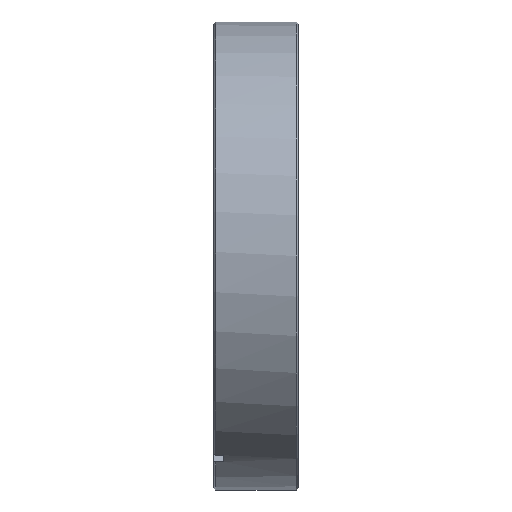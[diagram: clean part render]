
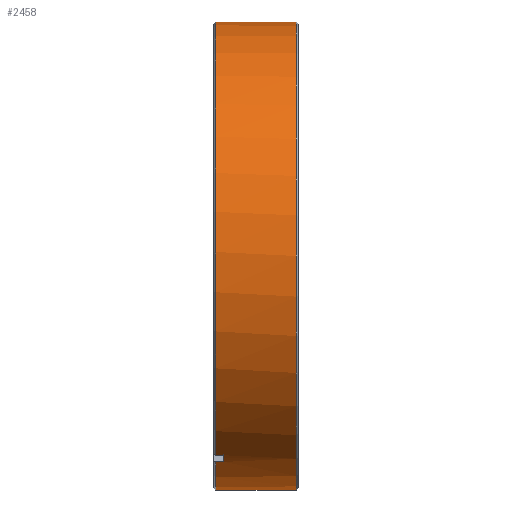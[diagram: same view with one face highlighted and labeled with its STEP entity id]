
A CAD part, left-side view. The second image highlights one B-rep face of the part: STEP entity #2458.
In plain terms, the highlighted cylindrical face has radius 35 mm (diameter 70 mm), a partial arc.
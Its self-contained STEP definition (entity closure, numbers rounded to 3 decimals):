
#14 = AXIS2_PLACEMENT_3D ( 'NONE', #2062, #2847, #1359 ) ;
#41 = CIRCLE ( 'NONE', #238, 35. ) ;
#73 = DIRECTION ( 'NONE',  ( 0., -1., 0. ) ) ;
#83 = AXIS2_PLACEMENT_3D ( 'NONE', #1086, #2623, #1329 ) ;
#123 = VERTEX_POINT ( 'NONE', #2236 ) ;
#166 = LINE ( 'NONE', #2474, #1318 ) ;
#207 = LINE ( 'NONE', #2426, #744 ) ;
#209 = CARTESIAN_POINT ( 'NONE',  ( 0., 12.4, 35. ) ) ;
#238 = AXIS2_PLACEMENT_3D ( 'NONE', #2376, #1478, #2384 ) ;
#259 = ORIENTED_EDGE ( 'NONE', *, *, #2296, .T. ) ;
#372 = VERTEX_POINT ( 'NONE', #1950 ) ;
#604 = DIRECTION ( 'NONE',  ( 0., 1., 0. ) ) ;
#744 = VECTOR ( 'NONE', #2453, 1000. ) ;
#770 = AXIS2_PLACEMENT_3D ( 'NONE', #2098, #2219, #1739 ) ;
#818 = DIRECTION ( 'NONE',  ( 0., 1., 0. ) ) ;
#833 = AXIS2_PLACEMENT_3D ( 'NONE', #1986, #818, #2457 ) ;
#862 = ORIENTED_EDGE ( 'NONE', *, *, #1401, .F. ) ;
#880 = LINE ( 'NONE', #1106, #2580 ) ;
#929 = CARTESIAN_POINT ( 'NONE',  ( -18.359, 12.4, -29.799 ) ) ;
#995 = CIRCLE ( 'NONE', #770, 35. ) ;
#1086 = CARTESIAN_POINT ( 'NONE',  ( 0., 12.4, 0. ) ) ;
#1091 = LINE ( 'NONE', #2352, #1171 ) ;
#1106 = CARTESIAN_POINT ( 'NONE',  ( -18.359, 31.392, -29.799 ) ) ;
#1117 = DIRECTION ( 'NONE',  ( 0., 1., 0. ) ) ;
#1171 = VECTOR ( 'NONE', #73, 1000. ) ;
#1315 = ORIENTED_EDGE ( 'NONE', *, *, #1999, .T. ) ;
#1318 = VECTOR ( 'NONE', #1117, 1000. ) ;
#1325 = EDGE_CURVE ( 'NONE', #1743, #2818, #2143, .T. ) ;
#1329 = DIRECTION ( 'NONE',  ( 0., 0., 1. ) ) ;
#1359 = DIRECTION ( 'NONE',  ( 0., 0., 1. ) ) ;
#1385 = CARTESIAN_POINT ( 'NONE',  ( 0., 0.3, -35. ) ) ;
#1401 = EDGE_CURVE ( 'NONE', #372, #1900, #995, .T. ) ;
#1413 = ORIENTED_EDGE ( 'NONE', *, *, #1325, .T. ) ;
#1478 = DIRECTION ( 'NONE',  ( 0., -1., 0. ) ) ;
#1513 = EDGE_CURVE ( 'NONE', #2818, #1711, #207, .T. ) ;
#1586 = EDGE_CURVE ( 'NONE', #1743, #123, #166, .T. ) ;
#1630 = ORIENTED_EDGE ( 'NONE', *, *, #1854, .F. ) ;
#1692 = CYLINDRICAL_SURFACE ( 'NONE', #14, 35. ) ;
#1711 = VERTEX_POINT ( 'NONE', #209 ) ;
#1739 = DIRECTION ( 'NONE',  ( 0., 0., -1. ) ) ;
#1743 = VERTEX_POINT ( 'NONE', #1385 ) ;
#1763 = FACE_OUTER_BOUND ( 'NONE', #2317, .T. ) ;
#1791 = EDGE_CURVE ( 'NONE', #1979, #372, #1091, .T. ) ;
#1854 = EDGE_CURVE ( 'NONE', #1900, #2665, #880, .T. ) ;
#1860 = CARTESIAN_POINT ( 'NONE',  ( -16.627, 12.4, -30.799 ) ) ;
#1900 = VERTEX_POINT ( 'NONE', #2541 ) ;
#1950 = CARTESIAN_POINT ( 'NONE',  ( -16.627, 11.2, -30.799 ) ) ;
#1979 = VERTEX_POINT ( 'NONE', #1860 ) ;
#1986 = CARTESIAN_POINT ( 'NONE',  ( 0., 0.3, 0. ) ) ;
#1999 = EDGE_CURVE ( 'NONE', #1979, #123, #41, .T. ) ;
#2062 = CARTESIAN_POINT ( 'NONE',  ( 0., 31.392, 0. ) ) ;
#2098 = CARTESIAN_POINT ( 'NONE',  ( 0., 11.2, 0. ) ) ;
#2143 = CIRCLE ( 'NONE', #833, 35. ) ;
#2145 = ORIENTED_EDGE ( 'NONE', *, *, #1513, .T. ) ;
#2219 = DIRECTION ( 'NONE',  ( 0., 1., 0. ) ) ;
#2236 = CARTESIAN_POINT ( 'NONE',  ( 0., 12.4, -35. ) ) ;
#2296 = EDGE_CURVE ( 'NONE', #1711, #2665, #2721, .T. ) ;
#2317 = EDGE_LOOP ( 'NONE', ( #2493, #1413, #2145, #259, #1630, #862, #2545, #1315 ) ) ;
#2352 = CARTESIAN_POINT ( 'NONE',  ( -16.627, 31.392, -30.799 ) ) ;
#2376 = CARTESIAN_POINT ( 'NONE',  ( 0., 12.4, 0. ) ) ;
#2384 = DIRECTION ( 'NONE',  ( 0., 0., 1. ) ) ;
#2426 = CARTESIAN_POINT ( 'NONE',  ( 0., 31.392, 35. ) ) ;
#2453 = DIRECTION ( 'NONE',  ( 0., 1., 0. ) ) ;
#2457 = DIRECTION ( 'NONE',  ( 0., 0., -1. ) ) ;
#2458 = ADVANCED_FACE ( 'NONE', ( #1763 ), #1692, .T. ) ;
#2474 = CARTESIAN_POINT ( 'NONE',  ( 0., 31.392, -35. ) ) ;
#2493 = ORIENTED_EDGE ( 'NONE', *, *, #1586, .F. ) ;
#2541 = CARTESIAN_POINT ( 'NONE',  ( -18.359, 11.2, -29.799 ) ) ;
#2545 = ORIENTED_EDGE ( 'NONE', *, *, #1791, .F. ) ;
#2552 = CARTESIAN_POINT ( 'NONE',  ( 0., 0.3, 35. ) ) ;
#2580 = VECTOR ( 'NONE', #604, 1000. ) ;
#2623 = DIRECTION ( 'NONE',  ( 0., -1., 0. ) ) ;
#2665 = VERTEX_POINT ( 'NONE', #929 ) ;
#2721 = CIRCLE ( 'NONE', #83, 35. ) ;
#2818 = VERTEX_POINT ( 'NONE', #2552 ) ;
#2847 = DIRECTION ( 'NONE',  ( 0., 1., 0. ) ) ;
